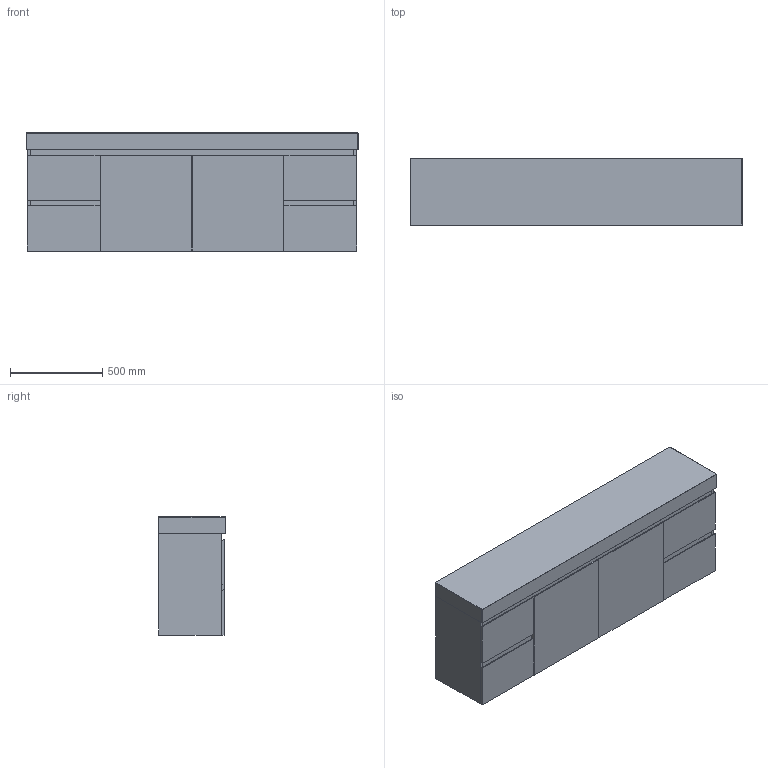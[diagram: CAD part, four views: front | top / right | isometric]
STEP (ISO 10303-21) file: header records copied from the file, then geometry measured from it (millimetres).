
FILE_DESCRIPTION(/* description */ (''),/* implementation_level */ '2;1');
FILE_NAME(/* name */ 'Domaine Ensuite (Wall Hung) 1800 (90MM)',/* time_stamp */ '2025-07-09T14:49:35+10:00',/* author */ (''),/* organization */ (''),/* preprocessor_version */ 'ST-DEVELOPER v16.5',/* originating_system */ '',/* authorisation */ '');
FILE_SCHEMA (('AUTOMOTIVE_DESIGN'));
Length unit declared in the file: millimetre
Products named in the file (6): Document; Domaine Ensuite (Wall Hung) 1800 (90MM); Domaine Ensuite WH ALL678; Domaine Ensuite 1800 WH45; Blank Ensuite Benchtops (Domaine) ALL9101112; 1800 Ensuite (90mm)2
Assembly tree (5 placements, depth 4):
  Document
    Domaine Ensuite (Wall Hung) 1800 (90MM)
      Domaine Ensuite WH ALL678
        Domaine Ensuite 1800 WH45
      Blank Ensuite Benchtops (Domaine) ALL9101112
        1800 Ensuite (90mm)2
Bounding box: 1800 x 360 x 640 mm (x, y, z)
Volume: 65988398.2 mm3; surface area: 8182823.1 mm2
Topology: 11 solids, 11 shells, 95 faces, 204 edges, 128 vertices
Faces by surface type: plane 81, cylinder 10, bspline 4
Entity records: 2693 total; most frequent: CARTESIAN_POINT 832, ORIENTED_EDGE 400, EDGE_CURVE 200, B_SPLINE_CURVE_WITH_KNOTS 184, VERTEX_POINT 128, DIRECTION 117, AXIS2_PLACEMENT_3D 104, EDGE_LOOP 96
